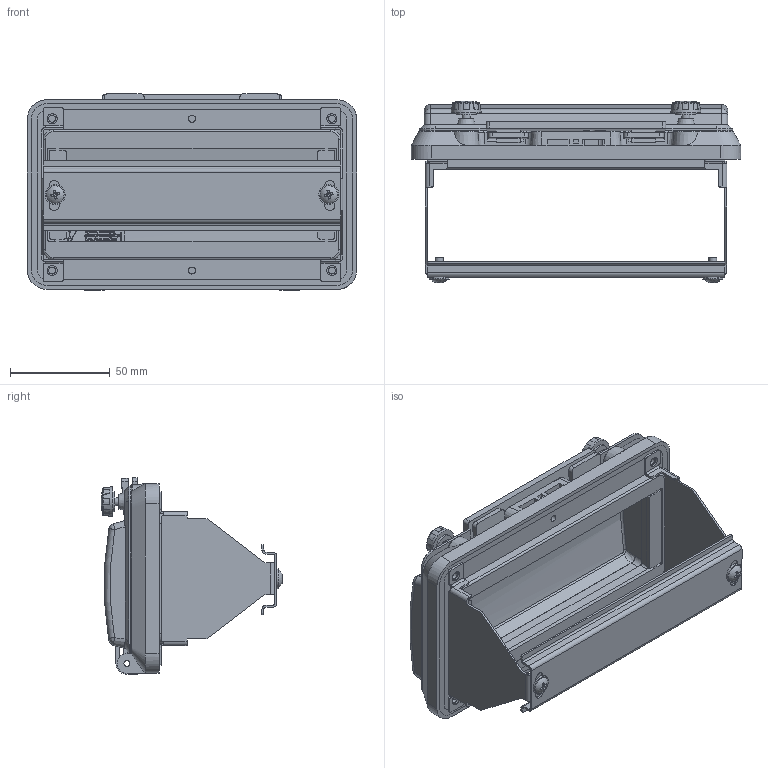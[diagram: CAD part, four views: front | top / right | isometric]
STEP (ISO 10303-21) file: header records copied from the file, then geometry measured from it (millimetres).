
FILE_DESCRIPTION (( 'STEP AP214' ), '1' );
FILE_NAME ('3D ìîäåëü MT-WPC8+êðîíøòåéí.STEP', '2019-10-29T11:43:27', ( '' ), ( '' ), 'SwSTEP 2.0', 'SolidWorks 2015', '' );
FILE_SCHEMA (( 'AUTOMOTIVE_DESIGN' ));
Length unit declared in the file: millimetre
Products named in the file (10): Êðûøêà; 妈眚 M4x10 DIN 967_偍 M4x10 DIN 967; DIN-ðåéêà; 3D ìîäåëü MT-WPC8+êðîíøòåéí; 鎔艜; 3D 斁麧錪 MT-WPC8; 扻豵鵨; 绣玷黻郷偉噱; 扰鍙欙樥燲00; �������_���
Assembly tree (12 placements, depth 3):
  3D ìîäåëü MT-WPC8+êðîíøòåéí
    3D 斁麧錪 MT-WPC8
      扻豵鵨
      Êðûøêà
      鎔艜  x2
      绣玷黻郷偉噱
      �������_���
    扰鍙欙樥燲00  x2
    DIN-ðåéêà
    妈眚 M4x10 DIN 967_偍 M4x10 DIN 967  x2
Bounding box: 165 x 90.94 x 98.62 mm (x, y, z)
Volume: 142174.1 mm3; surface area: 125119.3 mm2
Topology: 13 solids, 13 shells, 1281 faces, 3880 edges, 2764 vertices
Faces by surface type: plane 737, cylinder 236, bspline 190, cone 48, torus 46, sphere 24
Full cylindrical faces by diameter (mm): 2 x1, 3 x4, 3.5 x8, 4 x11, 4.5 x2, 5 x4, 7 x2, 10 x4
Entity records: 54938 total; most frequent: CARTESIAN_POINT 24641, ORIENTED_EDGE 6752, DIRECTION 4998, EDGE_CURVE 3376, VERTEX_POINT 2462, LINE 1922, VECTOR 1922, AXIS2_PLACEMENT_3D 1538
